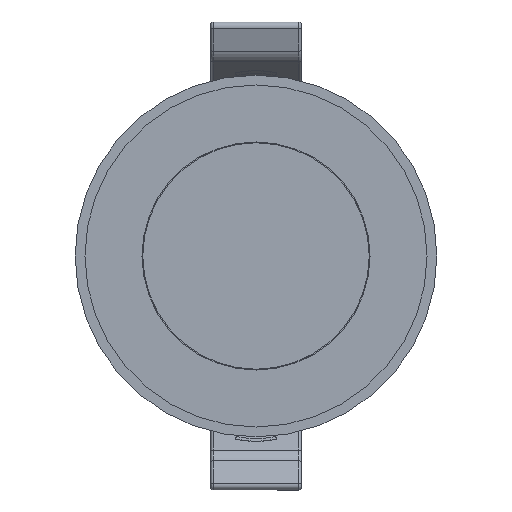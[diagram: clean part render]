
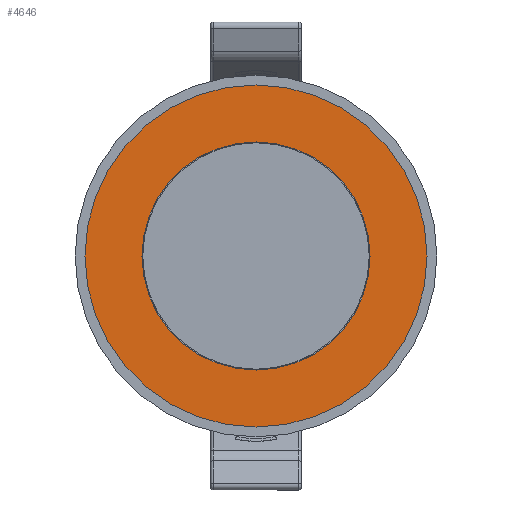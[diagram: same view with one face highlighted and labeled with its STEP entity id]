
A CAD part, front view. The second image highlights one B-rep face of the part: STEP entity #4646.
In plain terms, the highlighted planar face has unit normal (0, -1, 0).
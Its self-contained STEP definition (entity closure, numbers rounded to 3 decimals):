
#1873 = DIRECTION ( 'NONE',  ( 0., 1., 0. ) ) ;
#3986 = DIRECTION ( 'NONE',  ( 0., 0., -1. ) ) ;
#4646 = ADVANCED_FACE ( 'NONE', ( #41677, #34935 ), #20840, .T. ) ;
#5307 = CARTESIAN_POINT ( 'NONE',  ( 0., 11.5, 0. ) ) ;
#6195 = CARTESIAN_POINT ( 'NONE',  ( 0., 11.5, 22. ) ) ;
#8455 = DIRECTION ( 'NONE',  ( 0., 0., 1. ) ) ;
#13973 = CARTESIAN_POINT ( 'NONE',  ( -22., 11.5, 0. ) ) ;
#15831 = CARTESIAN_POINT ( 'NONE',  ( 0., 11.5, 0. ) ) ;
#18254 = ORIENTED_EDGE ( 'NONE', *, *, #43555, .F. ) ;
#18823 = DIRECTION ( 'NONE',  ( 0., 1., 0. ) ) ;
#20662 = ORIENTED_EDGE ( 'NONE', *, *, #28537, .T. ) ;
#20840 = PLANE ( 'NONE',  #37040 ) ;
#23709 = VERTEX_POINT ( 'NONE', #37802 ) ;
#26714 = EDGE_LOOP ( 'NONE', ( #20662 ) ) ;
#27086 = AXIS2_PLACEMENT_3D ( 'NONE', #5307, #1873, #37594 ) ;
#27969 = DIRECTION ( 'NONE',  ( 0., -1., 0. ) ) ;
#28537 = EDGE_CURVE ( 'NONE', #45259, #45259, #39620, .T. ) ;
#34935 = FACE_OUTER_BOUND ( 'NONE', #38310, .T. ) ;
#37040 = AXIS2_PLACEMENT_3D ( 'NONE', #13973, #27969, #3986 ) ;
#37594 = DIRECTION ( 'NONE',  ( 0., 0., 1. ) ) ;
#37802 = CARTESIAN_POINT ( 'NONE',  ( 0., 11.5, 33. ) ) ;
#38021 = AXIS2_PLACEMENT_3D ( 'NONE', #15831, #18823, #8455 ) ;
#38310 = EDGE_LOOP ( 'NONE', ( #18254 ) ) ;
#39620 = CIRCLE ( 'NONE', #27086, 22. ) ;
#41010 = CIRCLE ( 'NONE', #38021, 33. ) ;
#41677 = FACE_BOUND ( 'NONE', #26714, .T. ) ;
#43555 = EDGE_CURVE ( 'NONE', #23709, #23709, #41010, .T. ) ;
#45259 = VERTEX_POINT ( 'NONE', #6195 ) ;
